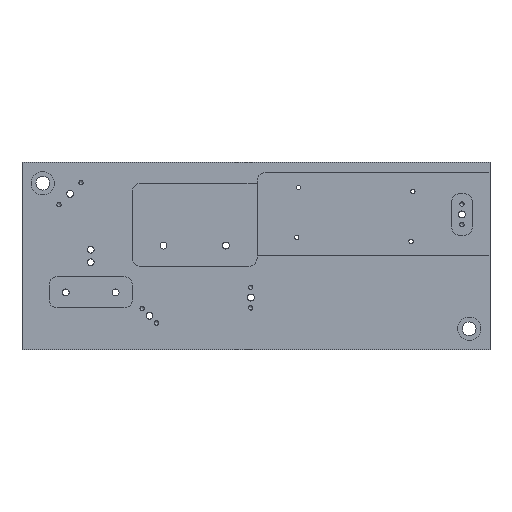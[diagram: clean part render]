
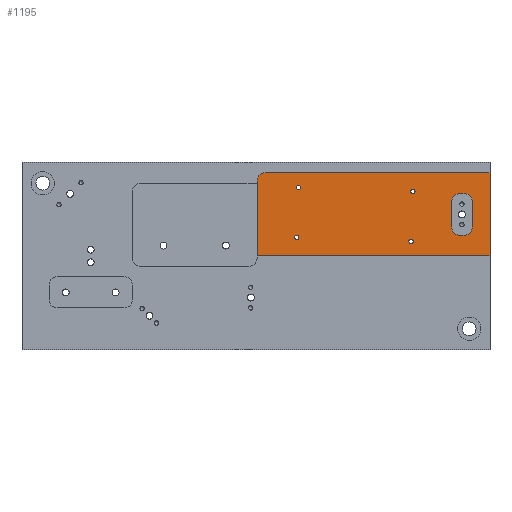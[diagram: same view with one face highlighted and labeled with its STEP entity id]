
A CAD part, top view. The second image highlights one B-rep face of the part: STEP entity #1195.
In plain terms, the highlighted planar face has unit normal (0, 0, 1).
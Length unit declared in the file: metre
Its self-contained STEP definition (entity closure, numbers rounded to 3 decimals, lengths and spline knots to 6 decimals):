
#82=LINE('',#1872,#156);
#92=LINE('',#1892,#166);
#96=LINE('',#1932,#170);
#99=LINE('',#1938,#173);
#100=LINE('',#1948,#174);
#101=LINE('',#1953,#175);
#102=LINE('',#1957,#176);
#103=LINE('',#1961,#177);
#104=LINE('',#1965,#178);
#156=VECTOR('',#1485,1.);
#166=VECTOR('',#1503,1.);
#170=VECTOR('',#1543,1.);
#173=VECTOR('',#1548,1.);
#174=VECTOR('',#1559,1.);
#175=VECTOR('',#1562,1.);
#176=VECTOR('',#1565,1.);
#177=VECTOR('',#1568,1.);
#178=VECTOR('',#1573,1.);
#303=ORIENTED_EDGE('',*,*,#585,.T.);
#304=ORIENTED_EDGE('',*,*,#586,.T.);
#305=ORIENTED_EDGE('',*,*,#587,.T.);
#306=ORIENTED_EDGE('',*,*,#588,.T.);
#307=ORIENTED_EDGE('',*,*,#589,.F.);
#308=ORIENTED_EDGE('',*,*,#590,.T.);
#309=ORIENTED_EDGE('',*,*,#591,.T.);
#310=ORIENTED_EDGE('',*,*,#592,.T.);
#311=ORIENTED_EDGE('',*,*,#593,.T.);
#312=ORIENTED_EDGE('',*,*,#594,.T.);
#313=ORIENTED_EDGE('',*,*,#595,.F.);
#314=ORIENTED_EDGE('',*,*,#596,.T.);
#315=ORIENTED_EDGE('',*,*,#584,.F.);
#316=ORIENTED_EDGE('',*,*,#597,.T.);
#317=ORIENTED_EDGE('',*,*,#551,.T.);
#318=ORIENTED_EDGE('',*,*,#598,.T.);
#319=ORIENTED_EDGE('',*,*,#581,.T.);
#320=ORIENTED_EDGE('',*,*,#561,.T.);
#551=EDGE_CURVE('',#701,#702,#82,.T.);
#561=EDGE_CURVE('',#707,#708,#92,.T.);
#581=EDGE_CURVE('',#725,#707,#96,.T.);
#584=EDGE_CURVE('',#726,#708,#99,.T.);
#585=EDGE_CURVE('',#727,#727,#826,.T.);
#586=EDGE_CURVE('',#728,#728,#827,.T.);
#587=EDGE_CURVE('',#729,#729,#828,.T.);
#588=EDGE_CURVE('',#730,#730,#829,.T.);
#589=EDGE_CURVE('',#731,#732,#100,.T.);
#590=EDGE_CURVE('',#731,#733,#830,.F.);
#591=EDGE_CURVE('',#733,#734,#101,.T.);
#592=EDGE_CURVE('',#734,#735,#831,.F.);
#593=EDGE_CURVE('',#735,#736,#102,.T.);
#594=EDGE_CURVE('',#736,#737,#832,.F.);
#595=EDGE_CURVE('',#738,#737,#103,.T.);
#596=EDGE_CURVE('',#738,#732,#833,.F.);
#597=EDGE_CURVE('',#726,#701,#834,.T.);
#598=EDGE_CURVE('',#702,#725,#104,.T.);
#701=VERTEX_POINT('',#1873);
#702=VERTEX_POINT('',#1874);
#707=VERTEX_POINT('',#1893);
#708=VERTEX_POINT('',#1894);
#725=VERTEX_POINT('',#1933);
#726=VERTEX_POINT('',#1937);
#727=VERTEX_POINT('',#1941);
#728=VERTEX_POINT('',#1943);
#729=VERTEX_POINT('',#1945);
#730=VERTEX_POINT('',#1947);
#731=VERTEX_POINT('',#1949);
#732=VERTEX_POINT('',#1950);
#733=VERTEX_POINT('',#1952);
#734=VERTEX_POINT('',#1954);
#735=VERTEX_POINT('',#1956);
#736=VERTEX_POINT('',#1958);
#737=VERTEX_POINT('',#1960);
#738=VERTEX_POINT('',#1962);
#826=CIRCLE('',#1319,0.00105);
#827=CIRCLE('',#1320,0.00105);
#828=CIRCLE('',#1321,0.00105);
#829=CIRCLE('',#1322,0.00105);
#830=CIRCLE('',#1323,0.004);
#831=CIRCLE('',#1324,0.004);
#832=CIRCLE('',#1325,0.004);
#833=CIRCLE('',#1326,0.004);
#834=CIRCLE('',#1327,0.004);
#904=EDGE_LOOP('',(#303));
#905=EDGE_LOOP('',(#304));
#906=EDGE_LOOP('',(#305));
#907=EDGE_LOOP('',(#306));
#908=EDGE_LOOP('',(#307,#308,#309,#310,#311,#312,#313,#314));
#909=EDGE_LOOP('',(#315,#316,#317,#318,#319,#320));
#1047=FACE_BOUND('',#904,.T.);
#1048=FACE_BOUND('',#905,.T.);
#1049=FACE_BOUND('',#906,.T.);
#1050=FACE_BOUND('',#907,.T.);
#1051=FACE_BOUND('',#908,.T.);
#1052=FACE_BOUND('',#909,.T.);
#1168=PLANE('',#1318);
#1195=ADVANCED_FACE('',(#1047,#1048,#1049,#1050,#1051,#1052),#1168,.T.);
#1318=AXIS2_PLACEMENT_3D('',#1939,#1549,#1550);
#1319=AXIS2_PLACEMENT_3D('',#1940,#1551,#1552);
#1320=AXIS2_PLACEMENT_3D('',#1942,#1553,#1554);
#1321=AXIS2_PLACEMENT_3D('',#1944,#1555,#1556);
#1322=AXIS2_PLACEMENT_3D('',#1946,#1557,#1558);
#1323=AXIS2_PLACEMENT_3D('',#1951,#1560,#1561);
#1324=AXIS2_PLACEMENT_3D('',#1955,#1563,#1564);
#1325=AXIS2_PLACEMENT_3D('',#1959,#1566,#1567);
#1326=AXIS2_PLACEMENT_3D('',#1963,#1569,#1570);
#1327=AXIS2_PLACEMENT_3D('',#1964,#1571,#1572);
#1485=DIRECTION('',(0.,-1.,0.));
#1503=DIRECTION('',(0.,1.,0.));
#1543=DIRECTION('',(1.,0.,0.));
#1548=DIRECTION('',(1.,0.,0.));
#1549=DIRECTION('',(0.,0.,1.));
#1550=DIRECTION('',(1.,0.,0.));
#1551=DIRECTION('',(0.,0.,-1.));
#1552=DIRECTION('',(-1.,0.,0.));
#1553=DIRECTION('',(0.,0.,-1.));
#1554=DIRECTION('',(-1.,0.,0.));
#1555=DIRECTION('',(0.,0.,-1.));
#1556=DIRECTION('',(-1.,0.,0.));
#1557=DIRECTION('',(0.,0.,-1.));
#1558=DIRECTION('',(-1.,0.,0.));
#1559=DIRECTION('',(0.,-1.,0.));
#1560=DIRECTION('',(0.,0.,1.));
#1561=DIRECTION('',(1.,0.,0.));
#1562=DIRECTION('',(1.,0.,0.));
#1563=DIRECTION('',(0.,0.,1.));
#1564=DIRECTION('',(1.,0.,0.));
#1565=DIRECTION('',(0.,-1.,0.));
#1566=DIRECTION('',(0.,0.,1.));
#1567=DIRECTION('',(1.,0.,0.));
#1568=DIRECTION('',(1.,0.,0.));
#1569=DIRECTION('',(0.,0.,1.));
#1570=DIRECTION('',(1.,0.,0.));
#1571=DIRECTION('',(0.,0.,1.));
#1572=DIRECTION('',(1.,0.,0.));
#1573=DIRECTION('',(0.,-1.,0.));
#1872=CARTESIAN_POINT('',(0.043,0.0175,-0.0043));
#1873=CARTESIAN_POINT('',(0.043,0.016,-0.0043));
#1874=CARTESIAN_POINT('',(0.043,0.015,-0.0043));
#1892=CARTESIAN_POINT('',(0.155,-0.02,-0.0043));
#1893=CARTESIAN_POINT('',(0.155,-0.02,-0.0043));
#1894=CARTESIAN_POINT('',(0.155,0.02,-0.0043));
#1932=CARTESIAN_POINT('',(0.099755,-0.02,-0.0043));
#1933=CARTESIAN_POINT('',(0.043,-0.02,-0.0043));
#1937=CARTESIAN_POINT('',(0.047,0.02,-0.0043));
#1938=CARTESIAN_POINT('',(0.099755,0.02,-0.0043));
#1939=CARTESIAN_POINT('',(0.049755,-0.0125,-0.0043));
#1940=CARTESIAN_POINT('',(0.117902,0.011033,-0.0043));
#1941=CARTESIAN_POINT('',(0.116852,0.011033,-0.0043));
#1942=CARTESIAN_POINT('',(0.117064,-0.012952,-0.0043));
#1943=CARTESIAN_POINT('',(0.116014,-0.012952,-0.0043));
#1944=CARTESIAN_POINT('',(0.062098,-0.011033,-0.0043));
#1945=CARTESIAN_POINT('',(0.061048,-0.011033,-0.0043));
#1946=CARTESIAN_POINT('',(0.062936,0.012952,-0.0043));
#1947=CARTESIAN_POINT('',(0.061886,0.012952,-0.0043));
#1948=CARTESIAN_POINT('',(0.13651,0.,-0.0043));
#1949=CARTESIAN_POINT('',(0.13651,0.006,-0.0043));
#1950=CARTESIAN_POINT('',(0.13651,-0.006,-0.0043));
#1951=CARTESIAN_POINT('',(0.14051,0.006,-0.0043));
#1952=CARTESIAN_POINT('',(0.14051,0.01,-0.0043));
#1953=CARTESIAN_POINT('',(0.14151,0.01,-0.0043));
#1954=CARTESIAN_POINT('',(0.14251,0.01,-0.0043));
#1955=CARTESIAN_POINT('',(0.14251,0.006,-0.0043));
#1956=CARTESIAN_POINT('',(0.14651,0.006,-0.0043));
#1957=CARTESIAN_POINT('',(0.14651,0.,-0.0043));
#1958=CARTESIAN_POINT('',(0.14651,-0.006,-0.0043));
#1959=CARTESIAN_POINT('',(0.14251,-0.006,-0.0043));
#1960=CARTESIAN_POINT('',(0.14251,-0.01,-0.0043));
#1961=CARTESIAN_POINT('',(0.14151,-0.01,-0.0043));
#1962=CARTESIAN_POINT('',(0.14051,-0.01,-0.0043));
#1963=CARTESIAN_POINT('',(0.14051,-0.006,-0.0043));
#1964=CARTESIAN_POINT('',(0.047,0.016,-0.0043));
#1965=CARTESIAN_POINT('',(0.043,0.0175,-0.0043));
